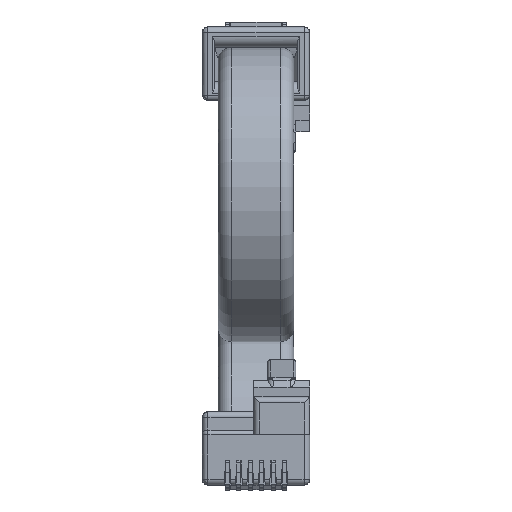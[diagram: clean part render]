
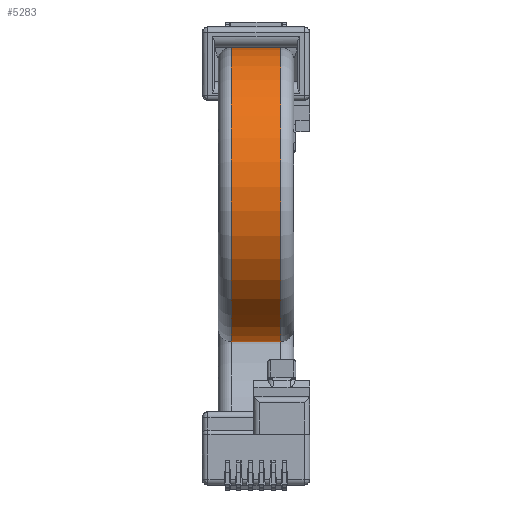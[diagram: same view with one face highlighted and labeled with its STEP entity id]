
A CAD part, left-side view. The second image highlights one B-rep face of the part: STEP entity #5283.
In plain terms, the highlighted cylindrical face has radius 13.2 mm (diameter 26.4 mm), a partial arc.
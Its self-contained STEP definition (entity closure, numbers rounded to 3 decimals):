
#2207 = DIRECTION ( 'NONE',  ( 0., -1., 0. ) ) ;
#2217 = CARTESIAN_POINT ( 'NONE',  ( 12., 0., 36.2 ) ) ;
#2236 = DIRECTION ( 'NONE',  ( 0., 0., 1. ) ) ;
#2237 = DIRECTION ( 'NONE',  ( 0., 1., 0. ) ) ;
#2239 = CARTESIAN_POINT ( 'NONE',  ( 12., 4.4, 23. ) ) ;
#2242 = DIRECTION ( 'NONE',  ( 0., 0., 1. ) ) ;
#2243 = DIRECTION ( 'NONE',  ( 0., 1., 0. ) ) ;
#2245 = CARTESIAN_POINT ( 'NONE',  ( 12., 0., 23. ) ) ;
#2246 = CARTESIAN_POINT ( 'NONE',  ( 17.077, 0., 10.815 ) ) ;
#2250 = DIRECTION ( 'NONE',  ( 0., -1., 0. ) ) ;
#3665 = AXIS2_PLACEMENT_3D ( 'NONE', #7346, #7344, #7342 ) ;
#3771 = VERTEX_POINT ( 'NONE', #9805 ) ;
#3880 = VERTEX_POINT ( 'NONE', #9761 ) ;
#3917 = VERTEX_POINT ( 'NONE', #8639 ) ;
#3923 = VERTEX_POINT ( 'NONE', #8635 ) ;
#5283 = ADVANCED_FACE ( 'NONE', ( #7639 ), #7636, .T. ) ;
#6362 = EDGE_CURVE ( 'NONE', #3917, #3923, #6713, .T. ) ;
#6363 = EDGE_CURVE ( 'NONE', #3771, #3917, #6709, .T. ) ;
#6364 = EDGE_CURVE ( 'NONE', #3771, #3880, #6707, .T. ) ;
#6375 = EDGE_CURVE ( 'NONE', #3880, #3923, #6694, .T. ) ;
#6688 = VECTOR ( 'NONE', #2207, 1000. ) ;
#6694 = LINE ( 'NONE', #2217, #6688 ) ;
#6706 = VECTOR ( 'NONE', #2250, 1000. ) ;
#6707 = CIRCLE ( 'NONE', #10492, 13.2 ) ;
#6709 = LINE ( 'NONE', #2246, #6706 ) ;
#6713 = CIRCLE ( 'NONE', #10327, 13.2 ) ;
#7342 = DIRECTION ( 'NONE',  ( 0., 0., 1. ) ) ;
#7344 = DIRECTION ( 'NONE',  ( 0., 1., 0. ) ) ;
#7346 = CARTESIAN_POINT ( 'NONE',  ( 12., 0., 23. ) ) ;
#7636 = CYLINDRICAL_SURFACE ( 'NONE', #3665, 13.2 ) ;
#7639 = FACE_OUTER_BOUND ( 'NONE', #8834, .T. ) ;
#8635 = CARTESIAN_POINT ( 'NONE',  ( 12., 0., 36.2 ) ) ;
#8639 = CARTESIAN_POINT ( 'NONE',  ( 17.077, 0., 10.815 ) ) ;
#8793 = ORIENTED_EDGE ( 'NONE', *, *, #6363, .T. ) ;
#8794 = ORIENTED_EDGE ( 'NONE', *, *, #6362, .T. ) ;
#8795 = ORIENTED_EDGE ( 'NONE', *, *, #6375, .F. ) ;
#8796 = ORIENTED_EDGE ( 'NONE', *, *, #6364, .F. ) ;
#8834 = EDGE_LOOP ( 'NONE', ( #8793, #8794, #8795, #8796 ) ) ;
#9761 = CARTESIAN_POINT ( 'NONE',  ( 12., 4.4, 36.2 ) ) ;
#9805 = CARTESIAN_POINT ( 'NONE',  ( 17.077, 4.4, 10.815 ) ) ;
#10327 = AXIS2_PLACEMENT_3D ( 'NONE', #2245, #2243, #2242 ) ;
#10492 = AXIS2_PLACEMENT_3D ( 'NONE', #2239, #2237, #2236 ) ;
